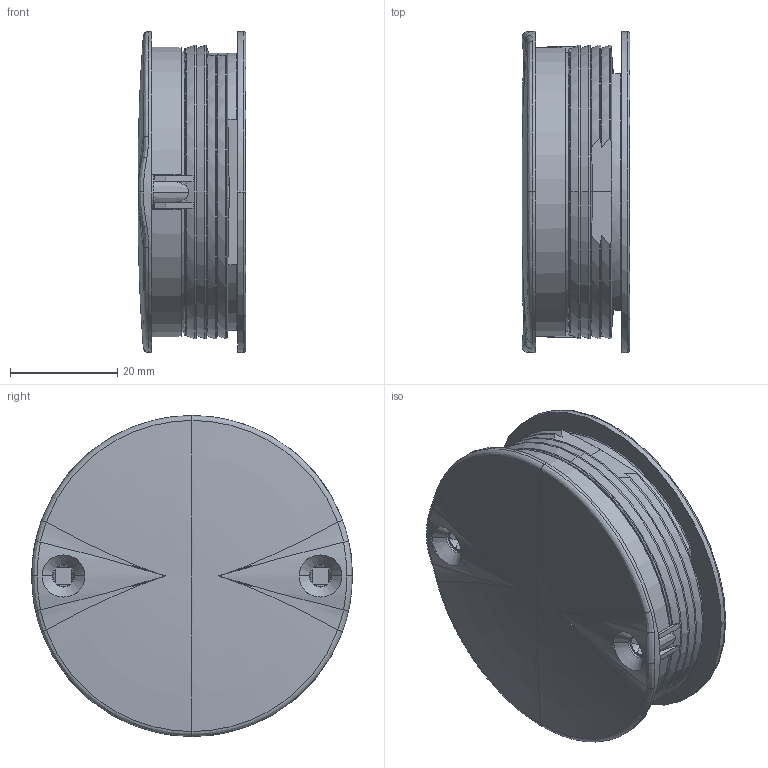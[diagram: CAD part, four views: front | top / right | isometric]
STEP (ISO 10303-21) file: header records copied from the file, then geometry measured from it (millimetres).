
FILE_DESCRIPTION(('Creo Elements/Direct Modeling STEP Export'),'2;1');
FILE_NAME('01028-60.stp','2024-09-11T 8:00:11',(''),(''),'Creo Elements/Direct Modeling STEP processor for AP214 (Solid Model)','Creo Elements/Direct Modeling 20.0 12-Nov-2016 (C) Parametric Technology GmbH','');
FILE_SCHEMA(('AUTOMOTIVE_DESIGN { 1 0 10303 214 1 1 1 1 }'));
Length unit declared in the file: millimetre
Products named in the file (8): Taster; Muscheloberteil; Daempfer; Abschlussdeckel
Assembly tree (4 placements, depth 2):
  Taster
    Taster
  Muscheloberteil
    Muscheloberteil
  Daempfer
    Daempfer
  Abschlussdeckel
    Abschlussdeckel
Bounding box: 20.07 x 60 x 60 mm (x, y, z)
Volume: 18051.5 mm3; surface area: 25067.2 mm2
Topology: 4 solids, 4 shells, 452 faces, 1237 edges, 780 vertices
Faces by surface type: cone 88, torus 88, plane 87, cylinder 83, bspline 66, sphere 36, extrusion 4
Entity records: 26959 total; most frequent: CARTESIAN_POINT 16274, ORIENTED_EDGE 2446, DIRECTION 1859, EDGE_CURVE 1223, AXIS2_PLACEMENT_3D 819, VERTEX_POINT 780, B_SPLINE_CURVE_WITH_KNOTS 488, EDGE_LOOP 471
